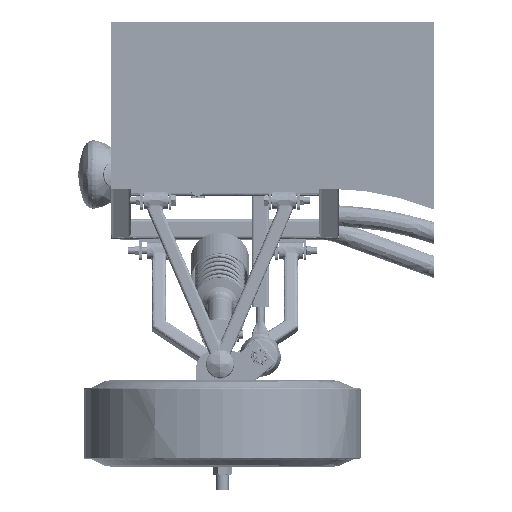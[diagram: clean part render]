
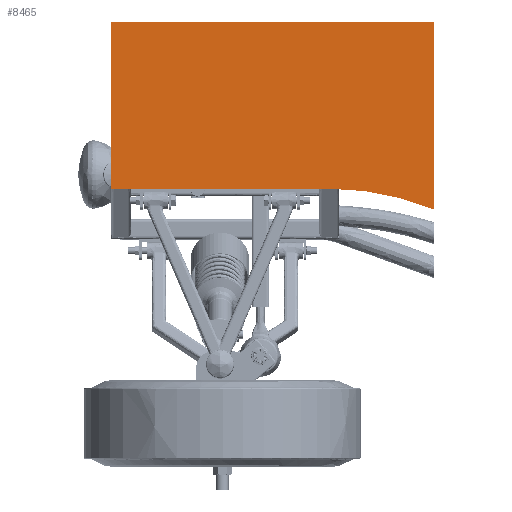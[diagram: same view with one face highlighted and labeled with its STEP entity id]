
A CAD part, front view. The second image highlights one B-rep face of the part: STEP entity #8465.
In plain terms, the highlighted free-form (B-spline) face has degree [1, 1] with [2, 2] control points.
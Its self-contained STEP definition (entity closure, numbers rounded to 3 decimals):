
#8393 = EDGE_CURVE('',#8394,#8396,#8398,.T.);
#8394 = VERTEX_POINT('',#8395);
#8395 = CARTESIAN_POINT('',(-665.5,-37.926,
    -343.484));
#8396 = VERTEX_POINT('',#8397);
#8397 = CARTESIAN_POINT('',(-665.5,-37.926,0.));
#8398 = B_SPLINE_CURVE_WITH_KNOTS('',1,(#8399,#8400),.UNSPECIFIED.,.F.,
  .F.,(2,2),(-480.,-240.),.PIECEWISE_BEZIER_KNOTS.);
#8399 = CARTESIAN_POINT('',(-665.5,-37.926,
    -343.484));
#8400 = CARTESIAN_POINT('',(-665.5,-37.926,0.));
#8430 = VERTEX_POINT('',#8431);
#8431 = CARTESIAN_POINT('',(-214.677,-37.926,
    -343.484));
#8438 = EDGE_CURVE('',#8439,#8430,#8441,.T.);
#8439 = VERTEX_POINT('',#8440);
#8440 = CARTESIAN_POINT('',(0.,-37.926,-386.271));
#8441 = ( BOUNDED_CURVE() B_SPLINE_CURVE(2,(#8442,#8443,#8444),
.UNSPECIFIED.,.F.,.F.) B_SPLINE_CURVE_WITH_KNOTS((3,3),(5.89,
6.283),.PIECEWISE_BEZIER_KNOTS.) CURVE() 
GEOMETRIC_REPRESENTATION_ITEM() RATIONAL_B_SPLINE_CURVE((1.,
0.981,1.)) REPRESENTATION_ITEM('') );
#8442 = CARTESIAN_POINT('',(0.,-37.926,
    -386.271));
#8443 = CARTESIAN_POINT('',(-103.075,-37.926,
    -343.484));
#8444 = CARTESIAN_POINT('',(-214.677,-37.926,
    -343.484));
#8465 = ADVANCED_FACE('',(#8466),#8487,.F.);
#8466 = FACE_BOUND('',#8467,.T.);
#8467 = EDGE_LOOP('',(#8468,#8475,#8480,#8481,#8486));
#8468 = ORIENTED_EDGE('',*,*,#8469,.F.);
#8469 = EDGE_CURVE('',#8470,#8439,#8472,.T.);
#8470 = VERTEX_POINT('',#8471);
#8471 = CARTESIAN_POINT('',(0.,-37.926,0.));
#8472 = B_SPLINE_CURVE_WITH_KNOTS('',1,(#8473,#8474),.UNSPECIFIED.,.F.,
  .F.,(2,2),(-631.25,-361.354),.PIECEWISE_BEZIER_KNOTS.);
#8473 = CARTESIAN_POINT('',(0.,-37.926,0.));
#8474 = CARTESIAN_POINT('',(0.,-37.926,-386.271));
#8475 = ORIENTED_EDGE('',*,*,#8476,.F.);
#8476 = EDGE_CURVE('',#8396,#8470,#8477,.T.);
#8477 = B_SPLINE_CURVE_WITH_KNOTS('',1,(#8478,#8479),.UNSPECIFIED.,.F.,
  .F.,(2,2),(-315.,150.),.PIECEWISE_BEZIER_KNOTS.);
#8478 = CARTESIAN_POINT('',(-665.5,-37.926,0.));
#8479 = CARTESIAN_POINT('',(0.,-37.926,0.));
#8480 = ORIENTED_EDGE('',*,*,#8393,.F.);
#8481 = ORIENTED_EDGE('',*,*,#8482,.F.);
#8482 = EDGE_CURVE('',#8430,#8394,#8483,.T.);
#8483 = B_SPLINE_CURVE_WITH_KNOTS('',1,(#8484,#8485),.UNSPECIFIED.,.F.,
  .F.,(2,2),(0.,315.),.PIECEWISE_BEZIER_KNOTS.);
#8484 = CARTESIAN_POINT('',(-214.677,-37.926,
    -343.484));
#8485 = CARTESIAN_POINT('',(-665.5,-37.926,
    -343.484));
#8486 = ORIENTED_EDGE('',*,*,#8438,.F.);
#8487 = B_SPLINE_SURFACE_WITH_KNOTS('',1,1,(
    (#8488,#8489)
    ,(#8490,#8491
    )),.UNSPECIFIED.,.F.,.F.,.F.,(2,2),(2,2),(361.354,631.25),(
    -315.,150.),.PIECEWISE_BEZIER_KNOTS.);
#8488 = CARTESIAN_POINT('',(-665.5,-37.926,
    -386.271));
#8489 = CARTESIAN_POINT('',(0.,-37.926,
    -386.271));
#8490 = CARTESIAN_POINT('',(-665.5,-37.926,0.));
#8491 = CARTESIAN_POINT('',(0.,-37.926,0.));
